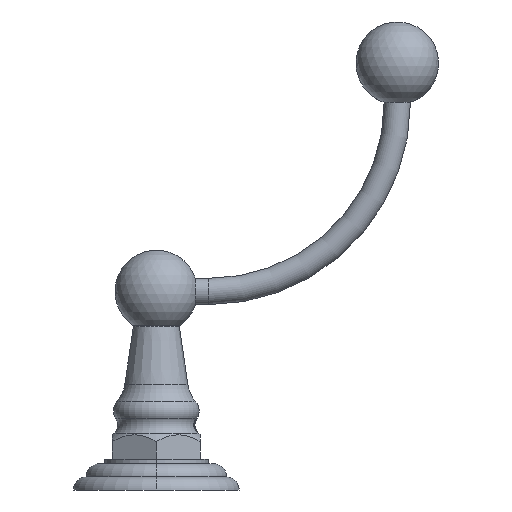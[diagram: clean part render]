
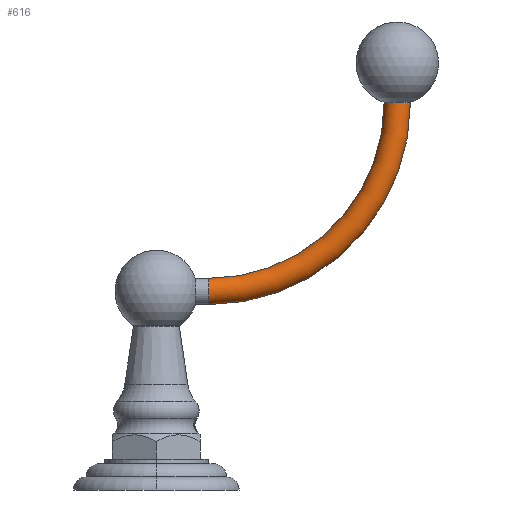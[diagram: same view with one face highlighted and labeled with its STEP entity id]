
A CAD part, left-side view. The second image highlights one B-rep face of the part: STEP entity #616.
In plain terms, the highlighted toroidal (fillet/blend) face has major radius 68.263 mm and minor radius 4.763 mm.
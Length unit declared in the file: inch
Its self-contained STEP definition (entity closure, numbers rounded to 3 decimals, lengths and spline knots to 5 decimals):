
#508=CARTESIAN_POINT('',(-12.29076,2.6875,-3.25049));
#509=DIRECTION('',(0.,-1.,0.));
#510=DIRECTION('',(0.,0.,1.));
#511=AXIS2_PLACEMENT_3D('',#508,#509,#510);
#513=CARTESIAN_POINT('',(-12.29076,2.6875,-0.56299));
#514=DIRECTION('',(-1.,0.,0.));
#515=DIRECTION('',(0.,0.,-1.));
#516=AXIS2_PLACEMENT_3D('',#513,#514,#515);
#523=CARTESIAN_POINT('',(-12.29076,2.6875,-0.56299));
#524=DIRECTION('',(-1.,0.,0.));
#525=DIRECTION('',(0.,0.,-1.));
#526=AXIS2_PLACEMENT_3D('',#523,#524,#525);
#542=CARTESIAN_POINT('',(-12.29076,0.,-0.56299));
#543=DIRECTION('',(0.,0.,1.));
#544=DIRECTION('',(0.,1.,0.));
#545=AXIS2_PLACEMENT_3D('',#542,#543,#544);
#560=CARTESIAN_POINT('',(-12.29076,2.6875,-3.43799));
#561=CARTESIAN_POINT('',(-12.29076,2.6875,-3.06299));
#562=VERTEX_POINT('',#560);
#563=VERTEX_POINT('',#561);
#568=CARTESIAN_POINT('',(-12.29076,-0.1875,-0.56299));
#569=VERTEX_POINT('',#568);
#570=CARTESIAN_POINT('',(-12.29076,0.1875,-0.56299));
#571=VERTEX_POINT('',#570);
#602=CARTESIAN_POINT('',(-12.29076,2.6875,-0.56299));
#603=DIRECTION('',(-1.,0.,0.));
#604=DIRECTION('',(0.,0.,1.));
#605=AXIS2_PLACEMENT_3D('',#602,#603,#604);
#606=TOROIDAL_SURFACE('',#605,2.6875,0.1875);
#607=ORIENTED_EDGE('',*,*,#596,.F.);
#609=ORIENTED_EDGE('',*,*,#608,.T.);
#611=ORIENTED_EDGE('',*,*,#610,.T.);
#613=ORIENTED_EDGE('',*,*,#612,.F.);
#614=EDGE_LOOP('',(#607,#609,#611,#613));
#615=FACE_OUTER_BOUND('',#614,.F.);
#616=ADVANCED_FACE('',(#615),#606,.T.);
#512=CIRCLE('',#511,0.1875);
#517=CIRCLE('',#516,2.5);
#527=CIRCLE('',#526,2.875);
#546=CIRCLE('',#545,0.1875);
#596=EDGE_CURVE('',#563,#562,#512,.T.);
#608=EDGE_CURVE('',#563,#571,#517,.T.);
#610=EDGE_CURVE('',#571,#569,#546,.T.);
#612=EDGE_CURVE('',#562,#569,#527,.T.);
